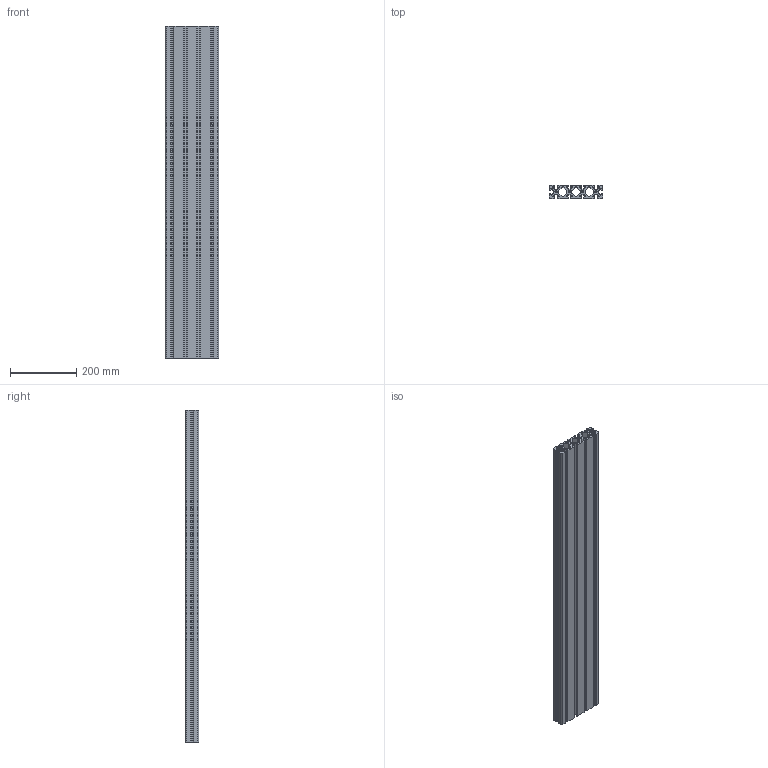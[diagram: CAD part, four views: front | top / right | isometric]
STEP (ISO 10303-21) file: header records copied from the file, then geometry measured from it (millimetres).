
FILE_DESCRIPTION(/* description */ ('KriTec Profil 8 160x40 schwer'),/* implementation_level */ '2;1');
FILE_NAME(/* name */ '10105_KriTec_Profil_8_160x40_schwer.stp',/* time_stamp */ '2021-05-07T10:29:35+02:00',/* author */ ('jendrek'),/* organization */ (''),/* preprocessor_version */ 'ST-DEVELOPER v17',/* originating_system */ 'Autodesk Inventor 2018',/* authorisation */ '');
FILE_SCHEMA (('AUTOMOTIVE_DESIGN { 1 0 10303 214 3 1 1 }'));
Length unit declared in the file: millimetre
Products named in the file (1): 10105-1000
Bounding box: 160 x 40 x 1000 mm (x, y, z)
Volume: 3222887.5 mm3; surface area: 1112596.9 mm2
Topology: 1 solids, 1 shells, 210 faces, 624 edges, 416 vertices
Faces by surface type: cylinder 126, plane 84
Full cylindrical faces by diameter (mm): 6.8 x4
Entity records: 7207 total; most frequent: DIRECTION 1298, CARTESIAN_POINT 1251, ORIENTED_EDGE 1248, EDGE_CURVE 624, AXIS2_PLACEMENT_3D 463, VERTEX_POINT 416, LINE 372, VECTOR 372
